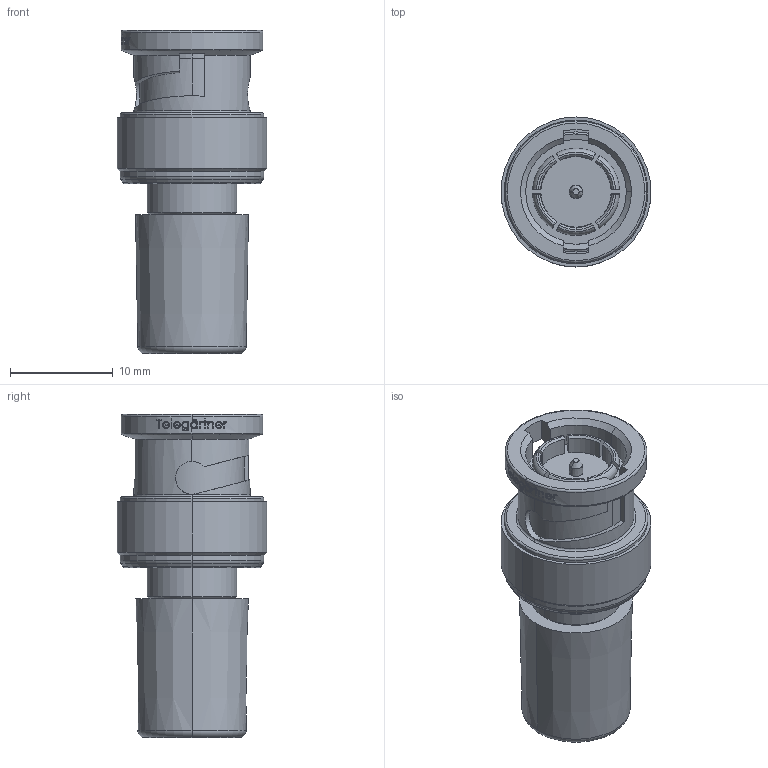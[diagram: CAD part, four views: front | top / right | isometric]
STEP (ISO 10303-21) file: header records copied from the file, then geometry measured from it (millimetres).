
FILE_DESCRIPTION (( 'STEP AP214' ), '1' );
FILE_NAME ('J01006A0001.STEP', '2018-11-21T09:55:37', ( '' ), ( '' ), 'SwSTEP 2.0', 'SolidWorks 2017', '' );
FILE_SCHEMA (( 'AUTOMOTIVE_DESIGN' ));
Length unit declared in the file: millimetre
Products named in the file (1): J01006A0001
Bounding box: 14.6 x 14.6 x 31.45 mm (x, y, z)
Volume: 3184.1 mm3; surface area: 1828.4 mm2
Topology: 1 solids, 1 shells, 321 faces, 838 edges, 548 vertices
Faces by surface type: plane 121, bspline 96, cylinder 58, cone 26, torus 20
Entity records: 17300 total; most frequent: CARTESIAN_POINT 6574, ORIENTED_EDGE 1676, DIRECTION 1198, EDGE_CURVE 838, VERTEX_POINT 548, AXIS2_PLACEMENT_3D 401, VECTOR 396, LINE 396
